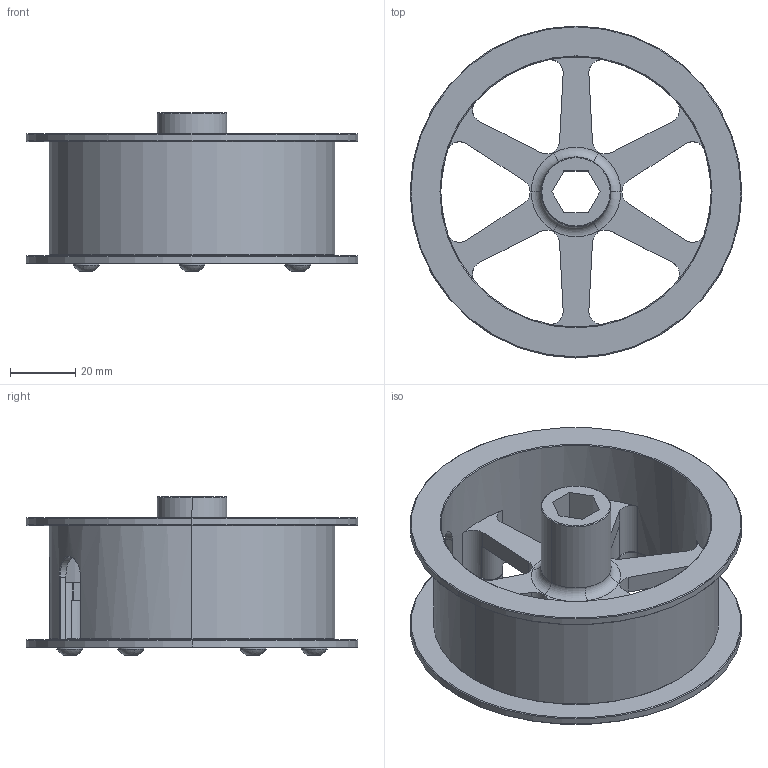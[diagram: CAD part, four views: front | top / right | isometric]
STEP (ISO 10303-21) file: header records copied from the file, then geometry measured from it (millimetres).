
FILE_DESCRIPTION (( 'STEP AP214' ), '1' );
FILE_NAME ('WCP-0049-Rev2.STEP', '2019-01-05T20:37:52', ( '' ), ( '' ), 'SwSTEP 2.0', 'SolidWorks 2018', '' );
FILE_SCHEMA (( 'AUTOMOTIVE_DESIGN' ));
Length unit declared in the file: inch
Products named in the file (4): WCP-0049-Rev2; WCP-0049-001 Rev1; WCP-0049-002 Rev1; mcmaster_91255A192_91255A192
Assembly tree (8 placements, depth 2):
  WCP-0049-Rev2
    WCP-0049-001 Rev1
    WCP-0049-002 Rev1
    mcmaster_91255A192_91255A192  x6
Bounding box: 101.6 x 101.6 x 48.48 mm (x, y, z)
Volume: 57131.8 mm3; surface area: 44118.6 mm2
Topology: 8 solids, 8 shells, 341 faces, 824 edges, 496 vertices
Faces by surface type: cylinder 120, cone 111, plane 90, sphere 12, torus 6, bspline 2
Entity records: 7822 total; most frequent: CARTESIAN_POINT 1873, DIRECTION 1295, ORIENTED_EDGE 1134, EDGE_CURVE 567, AXIS2_PLACEMENT_3D 525, VERTEX_POINT 356, CIRCLE 300, LINE 245
